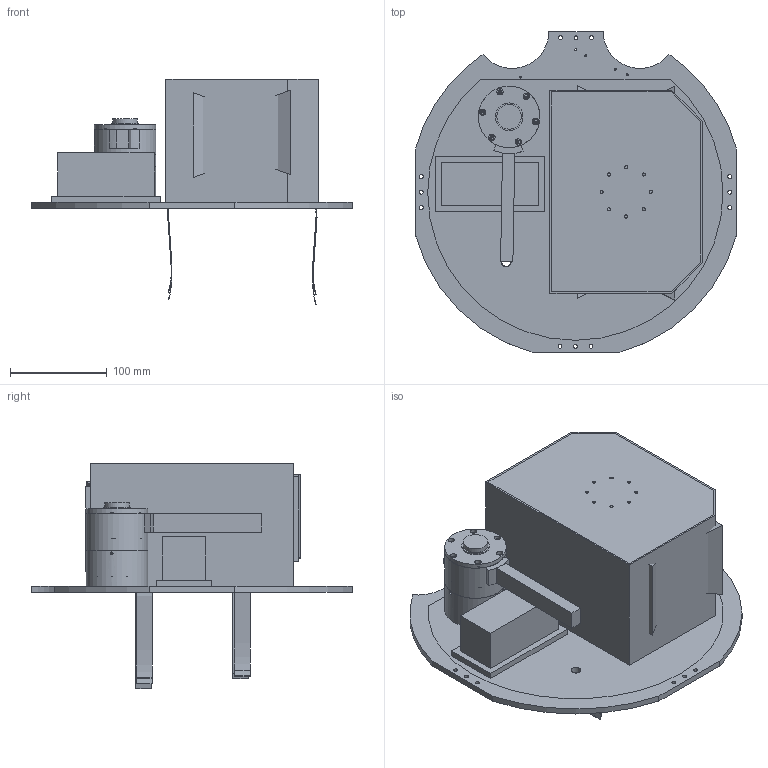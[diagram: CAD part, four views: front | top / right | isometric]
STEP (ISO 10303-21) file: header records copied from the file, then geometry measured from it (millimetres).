
FILE_DESCRIPTION(/* description */ (''),/* implementation_level */ '2;1');
FILE_NAME(/* name */ 'platelayoutwFOVv1.stp',/* time_stamp */ '2017-11-05T10:42:58-05:00',/* author */ (''),/* organization */ (''),/* preprocessor_version */ 'ST-DEVELOPER v16',/* originating_system */ 'SIEMENS PLM Software NX 11.0',/* authorisation */ '');
FILE_SCHEMA (('AUTOMOTIVE_DESIGN { 1 0 10303 214 3 1 1 1 }'));
Length unit declared in the file: inch
Products named in the file (27): OVA5647; OVA5647_Housing; OVA5647_IR-Glas; OVA5647_Pigtail; tubeholderbase2; bearing holder; RasPi_Camera_Board; siliconbacking; Central Housing445; Motor End Cover444; Pitch Motor Housing V281; End Effector V3; rod_holder; slide rod; test_tube; OVA5647_Lens_FOV; BasePlate (1); PayloadSA218; new sunshade363; newerbox448; OVA5647_FOV; PiCamwithsilicon; SCAMP To Scale_stp455; tubeholder; shakerwithrods369; newFOV; step203ugnullnx110_in
Assembly tree (40 placements, depth 4):
  step203ugnullnx110_in
    newFOV  x4
      OVA5647_Lens_FOV
    newerbox448
    new sunshade363
    PayloadSA218
    BasePlate (1)
    shakerwithrods369  x2
      tubeholder
        bearing holder  x4
        tubeholderbase2
      test_tube
      slide rod
      rod_holder
    SCAMP To Scale_stp455
      End Effector V3
      Pitch Motor Housing V281
      Motor End Cover444
      Central Housing445
    PiCamwithsilicon  x4
      siliconbacking
      OVA5647_FOV
        OVA5647_Pigtail
        OVA5647_IR-Glas
        OVA5647_Housing
        OVA5647
      RasPi_Camera_Board
Bounding box: 331.22 x 331.22 x 232.97 mm (x, y, z)
Volume: 3144393.7 mm3; surface area: 959069.1 mm2
Topology: 68 solids, 68 shells, 2638 faces, 6544 edges, 4216 vertices
Faces by surface type: plane 1164, cylinder 878, torus 496, bspline 44, cone 40, sphere 16
Full cylindrical faces by diameter (mm): 1.7 x2, 2.032 x5, 2.383 x12, 2.845 x19, 3.048 x9, 3.175 x8, 3.454 x6, 3.7 x8, 3.734 x6, 4.064 x18, 5.715 x6, 6.096 x1, 6.35 x4, 6.502 x6, 6.731 x8, 7.112 x4, 8.636 x12, 9.652 x4, 9.804 x4, 12.7 x16, 13.411 x8, 17.78 x8, 19.05 x8, 20 x1, 25.4 x1, 28.575 x1, 37.973 x1, 46.99 x3, 49.276 x1, 52.07 x1
Entity records: 27297 total; most frequent: CARTESIAN_POINT 5471, DIRECTION 4565, ORIENTED_EDGE 3934, EDGE_CURVE 1967, AXIS2_PLACEMENT_3D 1849, EDGE_LOOP 1363, VERTEX_POINT 1356, CIRCLE 944
